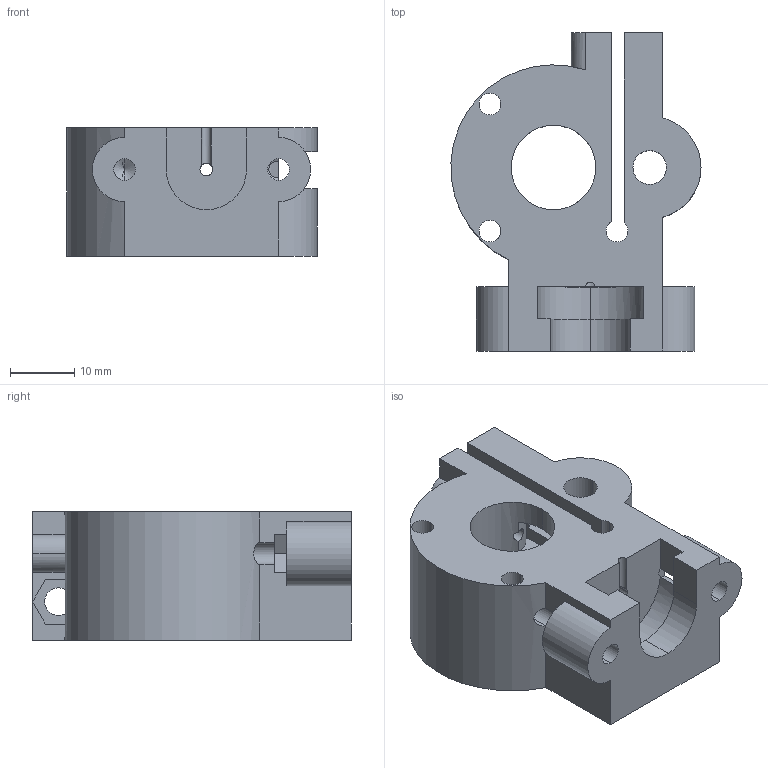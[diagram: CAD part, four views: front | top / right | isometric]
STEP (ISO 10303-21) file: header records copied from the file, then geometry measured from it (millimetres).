
FILE_DESCRIPTION (( 'STEP AP203' ), '1' );
FILE_NAME ('V3 Filament Driverev.STEP', '2013-02-26T17:36:48', ( '' ), ( '' ), 'SwSTEP 2.0', 'SolidWorks 2012', '' );
FILE_SCHEMA (( 'CONFIG_CONTROL_DESIGN' ));
Length unit declared in the file: millimetre
Products named in the file (1): V3 Filament Driverev
Bounding box: 38.98 x 49.6 x 20 mm (x, y, z)
Volume: 19219.2 mm3; surface area: 9790.1 mm2
Topology: 1 solids, 1 shells, 120 faces, 371 edges, 245 vertices
Faces by surface type: plane 61, cylinder 54, cone 5
Entity records: 4453 total; most frequent: CARTESIAN_POINT 940, ORIENTED_EDGE 738, DIRECTION 708, EDGE_CURVE 369, VERTEX_POINT 245, VECTOR 242, LINE 242, AXIS2_PLACEMENT_3D 233
